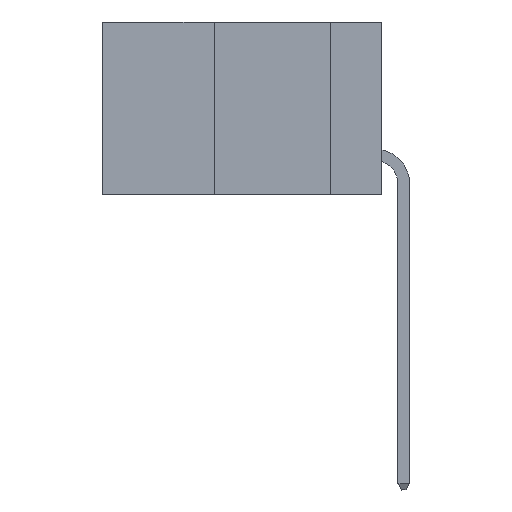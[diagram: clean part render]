
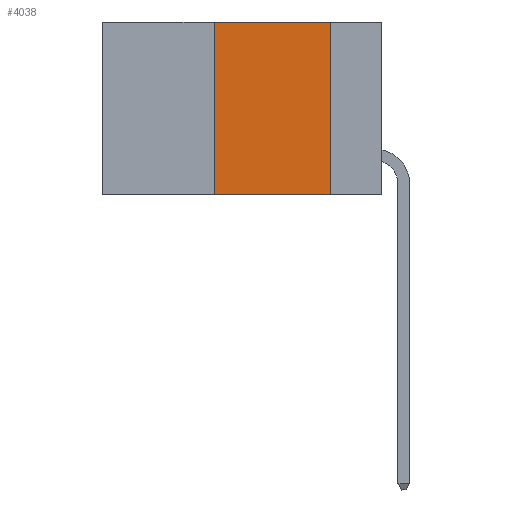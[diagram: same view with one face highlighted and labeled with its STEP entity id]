
A CAD part, left-side view. The second image highlights one B-rep face of the part: STEP entity #4038.
In plain terms, the highlighted planar face has unit normal (-1, 0, 0).
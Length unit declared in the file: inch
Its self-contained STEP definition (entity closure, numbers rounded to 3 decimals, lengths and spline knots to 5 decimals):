
#2336 = VERTEX_POINT ( 'NONE', #30186 ) ;
#2462 = CARTESIAN_POINT ( 'NONE',  ( 0., 0.11, -0.37 ) ) ;
#3516 = CARTESIAN_POINT ( 'NONE',  ( 0., 0.6, 0. ) ) ;
#4038 = ADVANCED_FACE ( 'NONE', ( #24199 ), #17125, .F. ) ;
#6543 = CARTESIAN_POINT ( 'NONE',  ( 0., 0.6, 0. ) ) ;
#8711 = CARTESIAN_POINT ( 'NONE',  ( 0., 0.36, 0. ) ) ;
#10816 = VERTEX_POINT ( 'NONE', #2462 ) ;
#13710 = VECTOR ( 'NONE', #26154, 39.37008 ) ;
#17094 = LINE ( 'NONE', #31938, #18213 ) ;
#17125 = PLANE ( 'NONE',  #20688 ) ;
#18080 = CARTESIAN_POINT ( 'NONE',  ( 0., 0.36, 0. ) ) ;
#18208 = VECTOR ( 'NONE', #19439, 39.37008 ) ;
#18213 = VECTOR ( 'NONE', #31481, 39.37008 ) ;
#19438 = VECTOR ( 'NONE', #41795, 39.37008 ) ;
#19439 = DIRECTION ( 'NONE',  ( 0., 0., 1. ) ) ;
#20688 = AXIS2_PLACEMENT_3D ( 'NONE', #6543, #24163, #31051 ) ;
#23056 = EDGE_CURVE ( 'NONE', #44496, #2336, #39133, .T. ) ;
#24163 = DIRECTION ( 'NONE',  ( 1., 0., 0. ) ) ;
#24199 = FACE_OUTER_BOUND ( 'NONE', #41391, .T. ) ;
#26018 = ORIENTED_EDGE ( 'NONE', *, *, #27437, .F. ) ;
#26154 = DIRECTION ( 'NONE',  ( 0., -1., 0. ) ) ;
#27437 = EDGE_CURVE ( 'NONE', #2336, #10816, #17094, .T. ) ;
#27564 = VERTEX_POINT ( 'NONE', #39093 ) ;
#28799 = ORIENTED_EDGE ( 'NONE', *, *, #23056, .F. ) ;
#28866 = ORIENTED_EDGE ( 'NONE', *, *, #41006, .F. ) ;
#30186 = CARTESIAN_POINT ( 'NONE',  ( 0., 0.11, 0. ) ) ;
#31051 = DIRECTION ( 'NONE',  ( 0., 0., -1. ) ) ;
#31481 = DIRECTION ( 'NONE',  ( 0., 0., -1. ) ) ;
#31938 = CARTESIAN_POINT ( 'NONE',  ( 0., 0.11, 0. ) ) ;
#32771 = CARTESIAN_POINT ( 'NONE',  ( 0., 0.6, -0.37 ) ) ;
#32964 = EDGE_CURVE ( 'NONE', #27564, #10816, #41582, .T. ) ;
#35796 = ORIENTED_EDGE ( 'NONE', *, *, #32964, .T. ) ;
#37289 = LINE ( 'NONE', #8711, #18208 ) ;
#39093 = CARTESIAN_POINT ( 'NONE',  ( 0., 0.36, -0.37 ) ) ;
#39133 = LINE ( 'NONE', #3516, #19438 ) ;
#41006 = EDGE_CURVE ( 'NONE', #27564, #44496, #37289, .T. ) ;
#41391 = EDGE_LOOP ( 'NONE', ( #26018, #28799, #28866, #35796 ) ) ;
#41582 = LINE ( 'NONE', #32771, #13710 ) ;
#41795 = DIRECTION ( 'NONE',  ( 0., -1., 0. ) ) ;
#44496 = VERTEX_POINT ( 'NONE', #18080 ) ;
